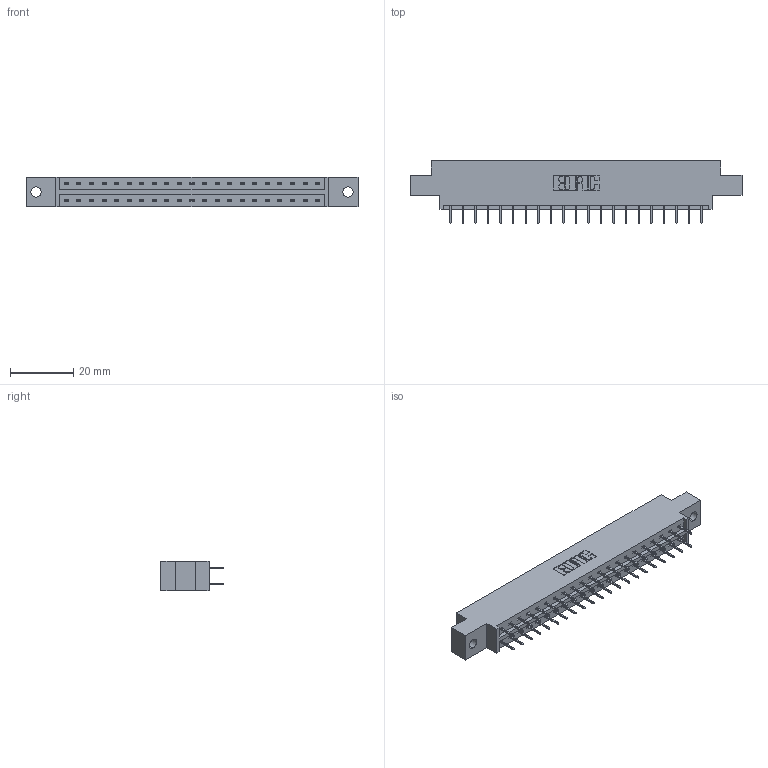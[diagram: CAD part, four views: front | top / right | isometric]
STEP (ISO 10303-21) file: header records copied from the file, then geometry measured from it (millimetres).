
FILE_DESCRIPTION (( 'STEP AP203' ), '1' );
FILE_NAME ('333-042-524-802.STEP', '2018-08-03T18:46:15', ( '' ), ( '' ), 'SwSTEP 2.0', 'SolidWorks 2016', '' );
FILE_SCHEMA (( 'CONFIG_CONTROL_DESIGN' ));
Length unit declared in the file: inch
Products named in the file (3): 333 Part_Offset - .128 Dia; 333-042-524-802; 345-292-001_345-293-124
Assembly tree (43 placements, depth 2):
  333-042-524-802
    333 Part_Offset - .128 Dia
    345-292-001_345-293-124  x42
Bounding box: 104.75 x 19.69 x 9.4 mm (x, y, z)
Volume: 10169.9 mm3; surface area: 11554.4 mm2
Topology: 43 solids, 43 shells, 2470 faces, 7001 edges, 4498 vertices
Faces by surface type: plane 1838, cylinder 632
Entity records: 16435 total; most frequent: CARTESIAN_POINT 2750, ORIENTED_EDGE 2686, DIRECTION 2387, EDGE_CURVE 1343, LINE 1219, VECTOR 1219, VERTEX_POINT 890, AXIS2_PLACEMENT_3D 584
